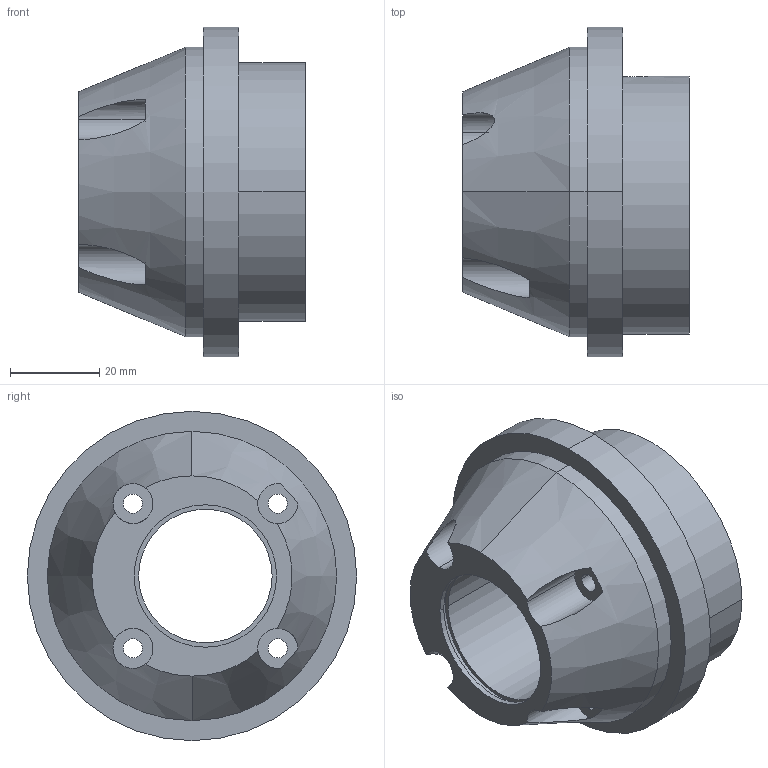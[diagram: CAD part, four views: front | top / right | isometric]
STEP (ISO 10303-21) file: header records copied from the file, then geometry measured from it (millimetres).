
FILE_DESCRIPTION (( 'STEP AP203' ), '1' );
FILE_NAME ('Porte poulie motrice_Défaut_sldprt.STEP', '2017-12-12T20:32:24', ( '' ), ( '' ), 'SwSTEP 2.0', 'SolidWorks 2016', '' );
FILE_SCHEMA (( 'CONFIG_CONTROL_DESIGN' ));
Length unit declared in the file: millimetre
Products named in the file (1): Porte poulie motrice_Défaut_sldprt
Bounding box: 51 x 74 x 74 mm (x, y, z)
Volume: 100314.3 mm3; surface area: 23532.7 mm2
Topology: 1 solids, 1 shells, 46 faces, 120 edges, 79 vertices
Faces by surface type: cylinder 33, plane 11, cone 2
Entity records: 1779 total; most frequent: CARTESIAN_POINT 512, DIRECTION 264, ORIENTED_EDGE 240, EDGE_CURVE 120, AXIS2_PLACEMENT_3D 115, VERTEX_POINT 79, CIRCLE 68, EDGE_LOOP 61
